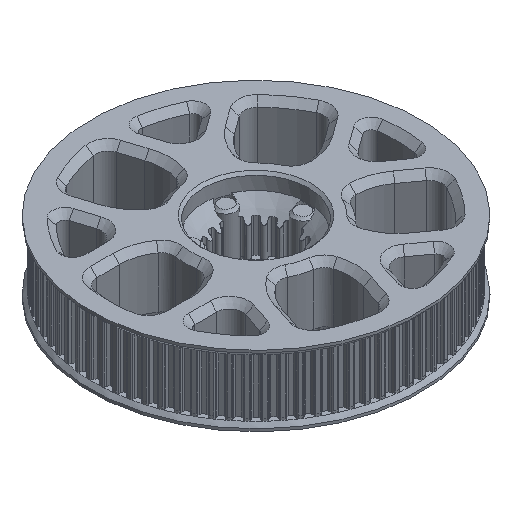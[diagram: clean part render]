
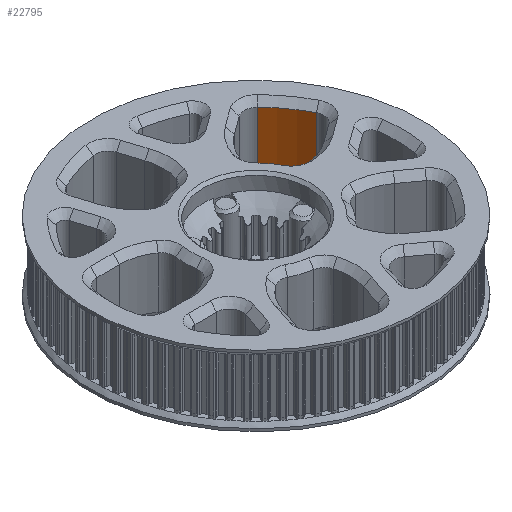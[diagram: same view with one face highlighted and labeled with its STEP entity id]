
A CAD part, isometric view. The second image highlights one B-rep face of the part: STEP entity #22795.
In plain terms, the highlighted cylindrical face has radius 22.056 mm (diameter 44.111 mm), a partial arc.
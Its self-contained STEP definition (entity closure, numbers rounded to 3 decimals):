
#1608=FACE_OUTER_BOUND('',#2942,.T.);
#2942=EDGE_LOOP('',(#16798,#16799,#16800,#16801));
#4263=LINE('',#37121,#6569);
#4264=LINE('',#37125,#6570);
#6569=VECTOR('',#27627,2.);
#6570=VECTOR('',#27632,10.);
#9027=CIRCLE('',#24499,22.056);
#9042=CIRCLE('',#24526,22.056);
#10201=VERTEX_POINT('',#37000);
#10202=VERTEX_POINT('',#37004);
#10215=VERTEX_POINT('',#37120);
#10216=VERTEX_POINT('',#37124);
#12646=EDGE_CURVE('',#10201,#10202,#9027,.T.);
#12671=EDGE_CURVE('',#10202,#10215,#4263,.T.);
#12673=EDGE_CURVE('',#10201,#10216,#4264,.T.);
#12674=EDGE_CURVE('',#10215,#10216,#9042,.T.);
#16798=ORIENTED_EDGE('',*,*,#12646,.F.);
#16799=ORIENTED_EDGE('',*,*,#12673,.T.);
#16800=ORIENTED_EDGE('',*,*,#12674,.F.);
#16801=ORIENTED_EDGE('',*,*,#12671,.F.);
#22329=CYLINDRICAL_SURFACE('',#24525,22.056);
#22795=ADVANCED_FACE('',(#1608),#22329,.F.);
#24499=AXIS2_PLACEMENT_3D('',#37006,#27570,#27571);
#24525=AXIS2_PLACEMENT_3D('',#37123,#27630,#27631);
#24526=AXIS2_PLACEMENT_3D('',#37126,#27633,#27634);
#27570=DIRECTION('center_axis',(0.,0.,
1.));
#27571=DIRECTION('ref_axis',(0.809,0.588,0.));
#27627=DIRECTION('',(0.,0.,1.));
#27630=DIRECTION('center_axis',(0.,0.,
1.));
#27631=DIRECTION('ref_axis',(0.588,-0.809,0.));
#27632=DIRECTION('',(0.,0.,1.));
#27633=DIRECTION('center_axis',(0.,0.,
-1.));
#27634=DIRECTION('ref_axis',(0.588,-0.809,0.));
#37000=CARTESIAN_POINT('',(19.577,10.157,-2.901));
#37004=CARTESIAN_POINT('',(15.697,15.493,-2.901));
#37006=CARTESIAN_POINT('Origin',(-0.001,0.,
-2.901));
#37120=CARTESIAN_POINT('',(15.697,15.493,5.099));
#37121=CARTESIAN_POINT('',(15.697,15.493,-3.901));
#37123=CARTESIAN_POINT('Origin',(-0.001,0.,
-3.901));
#37124=CARTESIAN_POINT('',(19.577,10.157,5.099));
#37125=CARTESIAN_POINT('',(19.577,10.157,-3.901));
#37126=CARTESIAN_POINT('Origin',(-0.001,0.,
5.099));
